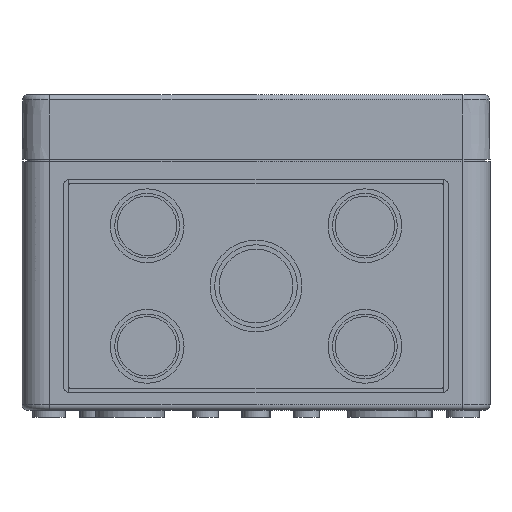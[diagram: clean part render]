
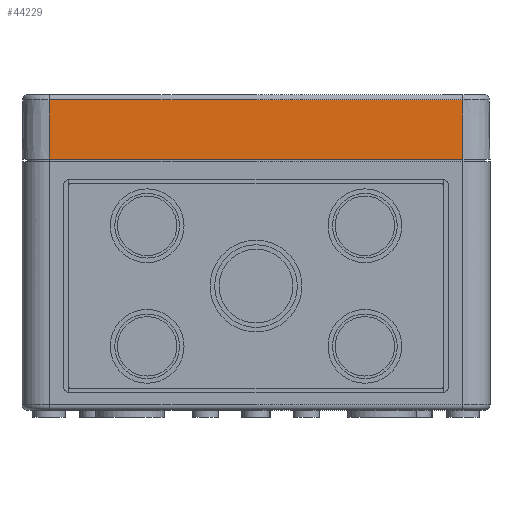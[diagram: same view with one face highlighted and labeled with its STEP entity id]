
A CAD part, front view. The second image highlights one B-rep face of the part: STEP entity #44229.
In plain terms, the highlighted planar face has unit normal (0, -1, 0.009).
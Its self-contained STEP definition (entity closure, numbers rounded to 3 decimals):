
#32599 = PLANE('',#32600);
#32600 = AXIS2_PLACEMENT_3D('',#32601,#32602,#32603);
#32601 = CARTESIAN_POINT('',(65.,82.5,0.));
#32602 = DIRECTION('',(0.,-0.,1.));
#32603 = DIRECTION('',(1.,0.,0.));
#33703 = CONICAL_SURFACE('',#33704,7.356,0.009);
#33704 = AXIS2_PLACEMENT_3D('',#33705,#33706,#33707);
#33705 = CARTESIAN_POINT('',(-57.5,-82.5,16.513));
#33706 = DIRECTION('',(-0.,-0.,-1.));
#33707 = DIRECTION('',(-1.,0.,0.));
#33928 = VERTEX_POINT('',#33929);
#33929 = CARTESIAN_POINT('',(-57.5,-90.,0.));
#33955 = EDGE_CURVE('',#33956,#33928,#33958,.T.);
#33956 = VERTEX_POINT('',#33957);
#33957 = CARTESIAN_POINT('',(-57.5,-89.856,16.513));
#33958 = SURFACE_CURVE('',#33959,(#33963,#33970),.PCURVE_S1.);
#33959 = LINE('',#33960,#33961);
#33960 = CARTESIAN_POINT('',(-57.5,-89.856,16.513));
#33961 = VECTOR('',#33962,1.);
#33962 = DIRECTION('',(0.,-0.009,-1.));
#33963 = PCURVE('',#33703,#33964);
#33964 = DEFINITIONAL_REPRESENTATION('',(#33965),#33969);
#33965 = LINE('',#33966,#33967);
#33966 = CARTESIAN_POINT('',(4.712,0.));
#33967 = VECTOR('',#33968,1.);
#33968 = DIRECTION('',(0.,1.));
#33969 = ( GEOMETRIC_REPRESENTATION_CONTEXT(2) 
PARAMETRIC_REPRESENTATION_CONTEXT() REPRESENTATION_CONTEXT('2D SPACE',''
  ) );
#33970 = PCURVE('',#33971,#33976);
#33971 = PLANE('',#33972);
#33972 = AXIS2_PLACEMENT_3D('',#33973,#33974,#33975);
#33973 = CARTESIAN_POINT('',(57.5,-89.856,16.513));
#33974 = DIRECTION('',(0.,1.,-0.009));
#33975 = DIRECTION('',(0.,0.009,1.));
#33976 = DEFINITIONAL_REPRESENTATION('',(#33977),#33981);
#33977 = LINE('',#33978,#33979);
#33978 = CARTESIAN_POINT('',(0.,-115.));
#33979 = VECTOR('',#33980,1.);
#33980 = DIRECTION('',(-1.,0.));
#33981 = ( GEOMETRIC_REPRESENTATION_CONTEXT(2) 
PARAMETRIC_REPRESENTATION_CONTEXT() REPRESENTATION_CONTEXT('2D SPACE',''
  ) );
#34054 = CYLINDRICAL_SURFACE('',#34055,1.5);
#34055 = AXIS2_PLACEMENT_3D('',#34056,#34057,#34058);
#34056 = CARTESIAN_POINT('',(57.5,-88.356,16.5));
#34057 = DIRECTION('',(1.,-0.,-0.));
#34058 = DIRECTION('',(0.,0.,1.));
#34161 = VERTEX_POINT('',#34162);
#34162 = CARTESIAN_POINT('',(57.5,-89.856,16.513));
#34201 = CONICAL_SURFACE('',#34202,7.5,0.009);
#34202 = AXIS2_PLACEMENT_3D('',#34203,#34204,#34205);
#34203 = CARTESIAN_POINT('',(57.5,-82.5,0.));
#34204 = DIRECTION('',(-0.,0.,-1.));
#34205 = DIRECTION('',(-1.,0.,0.));
#40211 = VERTEX_POINT('',#40212);
#40212 = CARTESIAN_POINT('',(57.5,-90.,0.));
#40234 = EDGE_CURVE('',#40211,#33928,#40235,.T.);
#40235 = SURFACE_CURVE('',#40236,(#40240,#40247),.PCURVE_S1.);
#40236 = LINE('',#40237,#40238);
#40237 = CARTESIAN_POINT('',(57.5,-90.,0.));
#40238 = VECTOR('',#40239,1.);
#40239 = DIRECTION('',(-1.,-0.,-0.));
#40240 = PCURVE('',#32599,#40241);
#40241 = DEFINITIONAL_REPRESENTATION('',(#40242),#40246);
#40242 = LINE('',#40243,#40244);
#40243 = CARTESIAN_POINT('',(-7.5,-172.5));
#40244 = VECTOR('',#40245,1.);
#40245 = DIRECTION('',(-1.,0.));
#40246 = ( GEOMETRIC_REPRESENTATION_CONTEXT(2) 
PARAMETRIC_REPRESENTATION_CONTEXT() REPRESENTATION_CONTEXT('2D SPACE',''
  ) );
#40247 = PCURVE('',#33971,#40248);
#40248 = DEFINITIONAL_REPRESENTATION('',(#40249),#40253);
#40249 = LINE('',#40250,#40251);
#40250 = CARTESIAN_POINT('',(-16.514,0.));
#40251 = VECTOR('',#40252,1.);
#40252 = DIRECTION('',(0.,-1.));
#40253 = ( GEOMETRIC_REPRESENTATION_CONTEXT(2) 
PARAMETRIC_REPRESENTATION_CONTEXT() REPRESENTATION_CONTEXT('2D SPACE',''
  ) );
#44229 = ADVANCED_FACE('',(#44230),#33971,.F.);
#44230 = FACE_BOUND('',#44231,.T.);
#44231 = EDGE_LOOP('',(#44232,#44233,#44234,#44255));
#44232 = ORIENTED_EDGE('',*,*,#33955,.T.);
#44233 = ORIENTED_EDGE('',*,*,#40234,.F.);
#44234 = ORIENTED_EDGE('',*,*,#44235,.F.);
#44235 = EDGE_CURVE('',#34161,#40211,#44236,.T.);
#44236 = SURFACE_CURVE('',#44237,(#44241,#44248),.PCURVE_S1.);
#44237 = LINE('',#44238,#44239);
#44238 = CARTESIAN_POINT('',(57.5,-89.856,16.513));
#44239 = VECTOR('',#44240,1.);
#44240 = DIRECTION('',(0.,-0.009,-1.));
#44241 = PCURVE('',#33971,#44242);
#44242 = DEFINITIONAL_REPRESENTATION('',(#44243),#44247);
#44243 = LINE('',#44244,#44245);
#44244 = CARTESIAN_POINT('',(0.,0.));
#44245 = VECTOR('',#44246,1.);
#44246 = DIRECTION('',(-1.,0.));
#44247 = ( GEOMETRIC_REPRESENTATION_CONTEXT(2) 
PARAMETRIC_REPRESENTATION_CONTEXT() REPRESENTATION_CONTEXT('2D SPACE',''
  ) );
#44248 = PCURVE('',#34201,#44249);
#44249 = DEFINITIONAL_REPRESENTATION('',(#44250),#44254);
#44250 = LINE('',#44251,#44252);
#44251 = CARTESIAN_POINT('',(4.712,-16.513));
#44252 = VECTOR('',#44253,1.);
#44253 = DIRECTION('',(0.,1.));
#44254 = ( GEOMETRIC_REPRESENTATION_CONTEXT(2) 
PARAMETRIC_REPRESENTATION_CONTEXT() REPRESENTATION_CONTEXT('2D SPACE',''
  ) );
#44255 = ORIENTED_EDGE('',*,*,#44256,.T.);
#44256 = EDGE_CURVE('',#34161,#33956,#44257,.T.);
#44257 = SURFACE_CURVE('',#44258,(#44262,#44269),.PCURVE_S1.);
#44258 = LINE('',#44259,#44260);
#44259 = CARTESIAN_POINT('',(57.5,-89.856,16.513));
#44260 = VECTOR('',#44261,1.);
#44261 = DIRECTION('',(-1.,-0.,-0.));
#44262 = PCURVE('',#33971,#44263);
#44263 = DEFINITIONAL_REPRESENTATION('',(#44264),#44268);
#44264 = LINE('',#44265,#44266);
#44265 = CARTESIAN_POINT('',(0.,0.));
#44266 = VECTOR('',#44267,1.);
#44267 = DIRECTION('',(0.,-1.));
#44268 = ( GEOMETRIC_REPRESENTATION_CONTEXT(2) 
PARAMETRIC_REPRESENTATION_CONTEXT() REPRESENTATION_CONTEXT('2D SPACE',''
  ) );
#44269 = PCURVE('',#34054,#44270);
#44270 = DEFINITIONAL_REPRESENTATION('',(#44271),#44275);
#44271 = LINE('',#44272,#44273);
#44272 = CARTESIAN_POINT('',(1.562,0.));
#44273 = VECTOR('',#44274,1.);
#44274 = DIRECTION('',(0.,-1.));
#44275 = ( GEOMETRIC_REPRESENTATION_CONTEXT(2) 
PARAMETRIC_REPRESENTATION_CONTEXT() REPRESENTATION_CONTEXT('2D SPACE',''
  ) );
